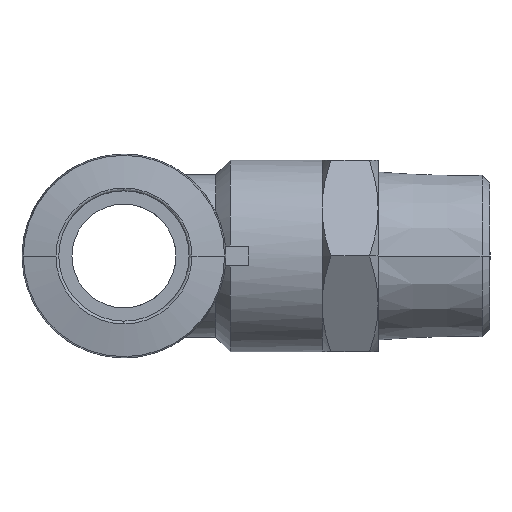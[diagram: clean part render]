
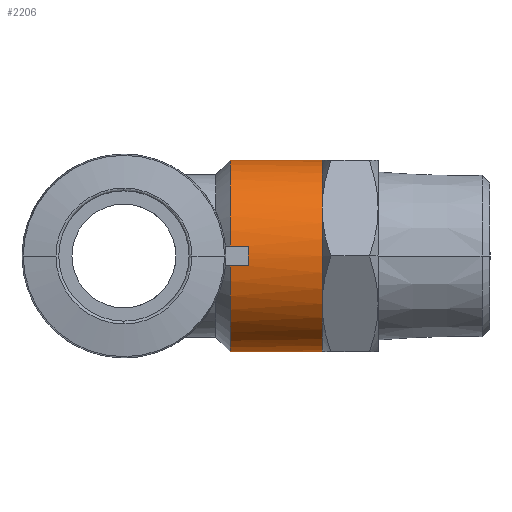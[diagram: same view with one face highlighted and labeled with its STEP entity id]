
A CAD part, left-side view. The second image highlights one B-rep face of the part: STEP entity #2206.
In plain terms, the highlighted cylindrical face has radius 12 mm (diameter 24 mm), a partial arc.
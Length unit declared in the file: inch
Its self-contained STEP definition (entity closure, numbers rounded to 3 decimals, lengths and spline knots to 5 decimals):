
#18 = DIRECTION ( 'NONE',  ( -1., 0., 0. ) ) ;
#32 = CARTESIAN_POINT ( 'NONE',  ( 0., 0., 0. ) ) ;
#129 = CARTESIAN_POINT ( 'NONE',  ( -0.46987, 0.3616, 0.04921 ) ) ;
#176 = CYLINDRICAL_SURFACE ( 'NONE', #2955, 0.47244 ) ;
#291 = DIRECTION ( 'NONE',  ( 0., 0., -1. ) ) ;
#295 = EDGE_CURVE ( 'NONE', #1886, #1890, #2553, .T. ) ;
#317 = DIRECTION ( 'NONE',  ( 0., -1., 0. ) ) ;
#332 = EDGE_CURVE ( 'NONE', #3564, #1825, #2375, .T. ) ;
#350 = CARTESIAN_POINT ( 'NONE',  ( 0., 0.45276, 0. ) ) ;
#359 = EDGE_CURVE ( 'NONE', #3564, #4088, #2218, .T. ) ;
#424 = AXIS2_PLACEMENT_3D ( 'NONE', #3211, #1077, #3576 ) ;
#425 = VECTOR ( 'NONE', #3719, 39.37008 ) ;
#436 = CARTESIAN_POINT ( 'NONE',  ( -0.4733, 0.36503, -0.01646 ) ) ;
#524 = CARTESIAN_POINT ( 'NONE',  ( -0.46987, 0.3616, -0.04921 ) ) ;
#530 = CARTESIAN_POINT ( 'NONE',  ( -0.46987, 0.3616, 0.04921 ) ) ;
#593 = CIRCLE ( 'NONE', #3857, 0.47244 ) ;
#706 = ORIENTED_EDGE ( 'NONE', *, *, #332, .T. ) ;
#712 = AXIS2_PLACEMENT_3D ( 'NONE', #2869, #728, #3219 ) ;
#728 = DIRECTION ( 'NONE',  ( 0., -1., 0. ) ) ;
#759 = DIRECTION ( 'NONE',  ( 0., -1., 0. ) ) ;
#760 = ORIENTED_EDGE ( 'NONE', *, *, #2544, .T. ) ;
#773 = CARTESIAN_POINT ( 'NONE',  ( -0.4733, 0.36503, 0.01646 ) ) ;
#836 = CARTESIAN_POINT ( 'NONE',  ( 0., 0., -0.47244 ) ) ;
#840 = CARTESIAN_POINT ( 'NONE',  ( -0.40915, 0., 0.23622 ) ) ;
#879 = EDGE_LOOP ( 'NONE', ( #2838, #706, #760, #4010, #1791, #3861, #4320, #3365, #4575, #4426 ) ) ;
#1061 = EDGE_CURVE ( 'NONE', #4088, #1948, #1378, .T. ) ;
#1077 = DIRECTION ( 'NONE',  ( 0., -1., 0. ) ) ;
#1229 = CARTESIAN_POINT ( 'NONE',  ( 0., 0.45276, -0.47244 ) ) ;
#1242 = CARTESIAN_POINT ( 'NONE',  ( 0., 0., 0. ) ) ;
#1290 = CARTESIAN_POINT ( 'NONE',  ( -0.46987, 0.18209, 0.04921 ) ) ;
#1296 = AXIS2_PLACEMENT_3D ( 'NONE', #350, #317, #291 ) ;
#1378 = CIRCLE ( 'NONE', #4002, 0.47244 ) ;
#1591 = CARTESIAN_POINT ( 'NONE',  ( 0., 0.18209, -0.47244 ) ) ;
#1607 = FACE_OUTER_BOUND ( 'NONE', #879, .T. ) ;
#1608 = DIRECTION ( 'NONE',  ( -1., 0., 0. ) ) ;
#1791 = ORIENTED_EDGE ( 'NONE', *, *, #2021, .T. ) ;
#1825 = VERTEX_POINT ( 'NONE', #3262 ) ;
#1844 = VERTEX_POINT ( 'NONE', #4247 ) ;
#1886 = VERTEX_POINT ( 'NONE', #129 ) ;
#1890 = VERTEX_POINT ( 'NONE', #2651 ) ;
#1948 = VERTEX_POINT ( 'NONE', #840 ) ;
#1973 = EDGE_CURVE ( 'NONE', #1844, #4339, #593, .T. ) ;
#2021 = EDGE_CURVE ( 'NONE', #1890, #2517, #2926, .T. ) ;
#2036 = LINE ( 'NONE', #1290, #2851 ) ;
#2206 = ADVANCED_FACE ( 'NONE', ( #1607 ), #176, .T. ) ;
#2211 = VECTOR ( 'NONE', #3451, 39.37008 ) ;
#2218 = LINE ( 'NONE', #3283, #2211 ) ;
#2265 = EDGE_CURVE ( 'NONE', #2517, #4582, #4037, .T. ) ;
#2337 = LINE ( 'NONE', #1591, #425 ) ;
#2375 = CIRCLE ( 'NONE', #1296, 0.47244 ) ;
#2485 = DIRECTION ( 'NONE',  ( 0., 0., -1. ) ) ;
#2517 = VERTEX_POINT ( 'NONE', #4068 ) ;
#2544 = EDGE_CURVE ( 'NONE', #1825, #1886, #2036, .T. ) ;
#2553 =( BOUNDED_CURVE ( )  B_SPLINE_CURVE ( 3, ( #530, #773, #436, #524 ),
 .UNSPECIFIED., .F., .T. ) 
 B_SPLINE_CURVE_WITH_KNOTS ( ( 4, 4 ),
 ( 3.03724, 3.24595 ),
 .UNSPECIFIED. ) 
 CURVE ( )  GEOMETRIC_REPRESENTATION_ITEM ( )  RATIONAL_B_SPLINE_CURVE ( ( 1., 0.996, 0.996, 1. ) ) 
 REPRESENTATION_ITEM ( '' )  );
#2651 = CARTESIAN_POINT ( 'NONE',  ( -0.46987, 0.3616, -0.04921 ) ) ;
#2654 = CARTESIAN_POINT ( 'NONE',  ( 0., 0.45276, 0.47244 ) ) ;
#2838 = ORIENTED_EDGE ( 'NONE', *, *, #359, .F. ) ;
#2851 = VECTOR ( 'NONE', #3784, 39.37008 ) ;
#2869 = CARTESIAN_POINT ( 'NONE',  ( 0., 0.45276, 0. ) ) ;
#2926 = LINE ( 'NONE', #4511, #3038 ) ;
#2955 = AXIS2_PLACEMENT_3D ( 'NONE', #4613, #3484, #2485 ) ;
#3038 = VECTOR ( 'NONE', #3373, 39.37008 ) ;
#3179 = CARTESIAN_POINT ( 'NONE',  ( 0., 0., 0.47244 ) ) ;
#3211 = CARTESIAN_POINT ( 'NONE',  ( 0., 0., 0. ) ) ;
#3219 = DIRECTION ( 'NONE',  ( 0., 0., -1. ) ) ;
#3262 = CARTESIAN_POINT ( 'NONE',  ( -0.46987, 0.45276, 0.04921 ) ) ;
#3283 = CARTESIAN_POINT ( 'NONE',  ( 0., 0.18209, 0.47244 ) ) ;
#3289 = EDGE_CURVE ( 'NONE', #1948, #1844, #3892, .T. ) ;
#3365 = ORIENTED_EDGE ( 'NONE', *, *, #1973, .F. ) ;
#3373 = DIRECTION ( 'NONE',  ( 0., 1., 0. ) ) ;
#3451 = DIRECTION ( 'NONE',  ( 0., -1., 0. ) ) ;
#3484 = DIRECTION ( 'NONE',  ( 0., -1., 0. ) ) ;
#3564 = VERTEX_POINT ( 'NONE', #2654 ) ;
#3576 = DIRECTION ( 'NONE',  ( -1., 0., 0. ) ) ;
#3719 = DIRECTION ( 'NONE',  ( 0., -1., 0. ) ) ;
#3731 = DIRECTION ( 'NONE',  ( 0., -1., 0. ) ) ;
#3784 = DIRECTION ( 'NONE',  ( 0., -1., 0. ) ) ;
#3854 = EDGE_CURVE ( 'NONE', #4582, #4339, #2337, .T. ) ;
#3857 = AXIS2_PLACEMENT_3D ( 'NONE', #1242, #3731, #1608 ) ;
#3861 = ORIENTED_EDGE ( 'NONE', *, *, #2265, .T. ) ;
#3892 = CIRCLE ( 'NONE', #424, 0.47244 ) ;
#4002 = AXIS2_PLACEMENT_3D ( 'NONE', #32, #759, #18 ) ;
#4010 = ORIENTED_EDGE ( 'NONE', *, *, #295, .T. ) ;
#4037 = CIRCLE ( 'NONE', #712, 0.47244 ) ;
#4068 = CARTESIAN_POINT ( 'NONE',  ( -0.46987, 0.45276, -0.04921 ) ) ;
#4088 = VERTEX_POINT ( 'NONE', #3179 ) ;
#4247 = CARTESIAN_POINT ( 'NONE',  ( -0.40915, 0., -0.23622 ) ) ;
#4320 = ORIENTED_EDGE ( 'NONE', *, *, #3854, .T. ) ;
#4339 = VERTEX_POINT ( 'NONE', #836 ) ;
#4426 = ORIENTED_EDGE ( 'NONE', *, *, #1061, .F. ) ;
#4511 = CARTESIAN_POINT ( 'NONE',  ( -0.46987, 0.18209, -0.04921 ) ) ;
#4575 = ORIENTED_EDGE ( 'NONE', *, *, #3289, .F. ) ;
#4582 = VERTEX_POINT ( 'NONE', #1229 ) ;
#4613 = CARTESIAN_POINT ( 'NONE',  ( 0., 0.18209, 0. ) ) ;
